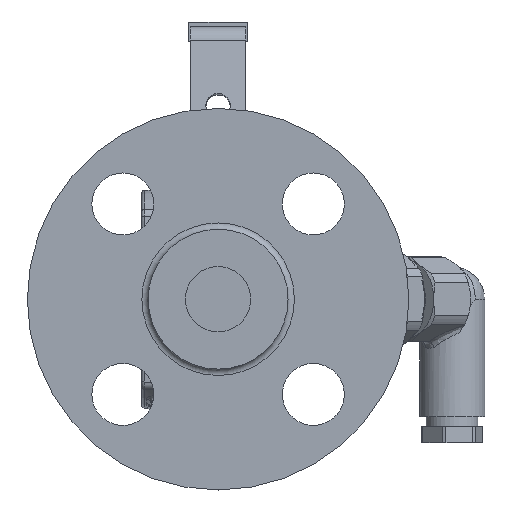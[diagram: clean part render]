
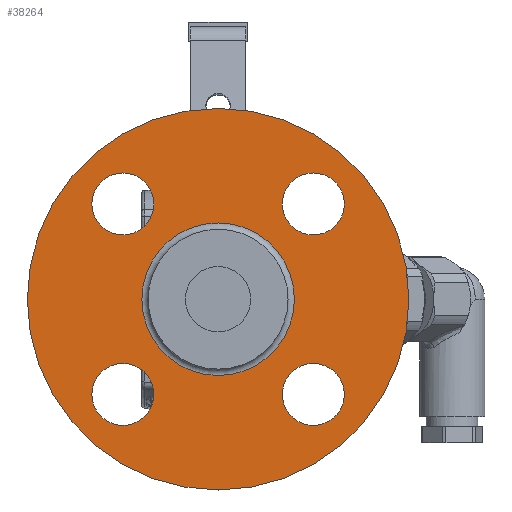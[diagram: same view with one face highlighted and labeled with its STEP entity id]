
A CAD part, left-side view. The second image highlights one B-rep face of the part: STEP entity #38264.
In plain terms, the highlighted planar face has unit normal (-1, 0, 0).
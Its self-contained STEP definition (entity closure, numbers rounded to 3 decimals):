
#2953=FACE_BOUND('',#12337,.T.);
#2954=FACE_BOUND('',#12338,.T.);
#2955=FACE_BOUND('',#12339,.T.);
#2956=FACE_BOUND('',#12340,.T.);
#2957=FACE_BOUND('',#12341,.T.);
#9817=FACE_OUTER_BOUND('',#12336,.T.);
#12336=EDGE_LOOP('',(#32228));
#12337=EDGE_LOOP('',(#32229));
#12338=EDGE_LOOP('',(#32230));
#12339=EDGE_LOOP('',(#32231));
#12340=EDGE_LOOP('',(#32232));
#12341=EDGE_LOOP('',(#32233));
#14486=CIRCLE('',#42094,58.5);
#14488=CIRCLE('',#42098,9.5);
#14490=CIRCLE('',#42101,9.5);
#14492=CIRCLE('',#42104,9.5);
#14494=CIRCLE('',#42107,9.5);
#14496=CIRCLE('',#42110,23.386);
#17554=VERTEX_POINT('',#72120);
#17556=VERTEX_POINT('',#72128);
#17558=VERTEX_POINT('',#72134);
#17560=VERTEX_POINT('',#72140);
#17562=VERTEX_POINT('',#72146);
#17564=VERTEX_POINT('',#72152);
#22575=EDGE_CURVE('',#17554,#17554,#14486,.T.);
#22578=EDGE_CURVE('',#17556,#17556,#14488,.T.);
#22581=EDGE_CURVE('',#17558,#17558,#14490,.T.);
#22584=EDGE_CURVE('',#17560,#17560,#14492,.T.);
#22587=EDGE_CURVE('',#17562,#17562,#14494,.T.);
#22590=EDGE_CURVE('',#17564,#17564,#14496,.T.);
#32228=ORIENTED_EDGE('',*,*,#22575,.F.);
#32229=ORIENTED_EDGE('',*,*,#22578,.T.);
#32230=ORIENTED_EDGE('',*,*,#22581,.T.);
#32231=ORIENTED_EDGE('',*,*,#22584,.T.);
#32232=ORIENTED_EDGE('',*,*,#22587,.T.);
#32233=ORIENTED_EDGE('',*,*,#22590,.F.);
#36429=PLANE('',#42109);
#38264=ADVANCED_FACE('',(#9817,#2953,#2954,#2955,#2956,#2957),#36429,.F.);
#42094=AXIS2_PLACEMENT_3D('',#72122,#50834,#50835);
#42098=AXIS2_PLACEMENT_3D('',#72129,#50843,#50844);
#42101=AXIS2_PLACEMENT_3D('',#72135,#50850,#50851);
#42104=AXIS2_PLACEMENT_3D('',#72141,#50857,#50858);
#42107=AXIS2_PLACEMENT_3D('',#72147,#50864,#50865);
#42109=AXIS2_PLACEMENT_3D('',#72151,#50869,#50870);
#42110=AXIS2_PLACEMENT_3D('',#72153,#50871,#50872);
#50834=DIRECTION('center_axis',(1.,0.,0.));
#50835=DIRECTION('ref_axis',(0.,0.,
-1.));
#50843=DIRECTION('center_axis',(1.,0.,0.));
#50844=DIRECTION('ref_axis',(0.,0.,
1.));
#50850=DIRECTION('center_axis',(1.,0.,0.));
#50851=DIRECTION('ref_axis',(0.,-1.,0.));
#50857=DIRECTION('center_axis',(1.,0.,0.));
#50858=DIRECTION('ref_axis',(0.,0.,
-1.));
#50864=DIRECTION('center_axis',(1.,0.,0.));
#50865=DIRECTION('ref_axis',(0.,1.,0.));
#50869=DIRECTION('center_axis',(1.,0.,0.));
#50870=DIRECTION('ref_axis',(0.,0.,
-1.));
#50871=DIRECTION('center_axis',(-1.,0.,0.));
#50872=DIRECTION('ref_axis',(0.,0.,
1.));
#72120=CARTESIAN_POINT('',(-292.036,18.833,56.983));
#72122=CARTESIAN_POINT('Origin',(-292.036,18.833,-1.517));
#72128=CARTESIAN_POINT('',(-292.036,48.036,18.186));
#72129=CARTESIAN_POINT('Origin',(-292.036,48.036,27.686));
#72134=CARTESIAN_POINT('',(-292.036,-0.871,27.686));
#72135=CARTESIAN_POINT('Origin',(-292.036,-10.371,27.686));
#72140=CARTESIAN_POINT('',(-292.036,-10.371,-21.221));
#72141=CARTESIAN_POINT('Origin',(-292.036,-10.371,-30.721));
#72146=CARTESIAN_POINT('',(-292.036,38.536,-30.721));
#72147=CARTESIAN_POINT('Origin',(-292.036,48.036,-30.721));
#72151=CARTESIAN_POINT('Origin',(-292.036,18.833,-1.517));
#72152=CARTESIAN_POINT('',(-292.036,18.833,-24.904));
#72153=CARTESIAN_POINT('Origin',(-292.036,18.833,-1.517));
